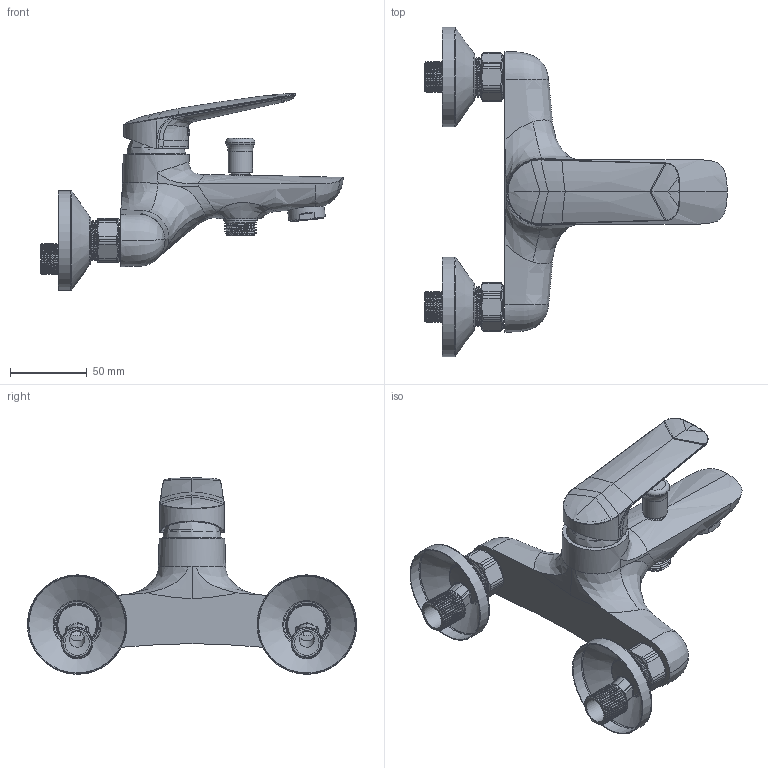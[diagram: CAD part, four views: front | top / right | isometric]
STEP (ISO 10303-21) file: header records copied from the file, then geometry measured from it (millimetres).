
FILE_DESCRIPTION(('HOOPS Exchange Step'),'2;1');
FILE_NAME('temp_export','2024-02-02T12:01:00+01:00',('CiBrutta'),('Shapr3D Limited'),'HOOPS Exchange 2023.2','Shapr3D','Authorized');
FILE_SCHEMA( ('AUTOMOTIVE_DESIGN { 1 0 10303 214 1 1 1 1 }') );
Length unit declared in the file: millimetre
Products named in the file (29): Importato 01; CORPO; CAPPUCCIO; Importato 05; 01; DQ401; 23X19X15X2-5CHUSHUIKOUDIANPIAN; AERATORE; DQ1041; CALOTTE; LEVA; DQ71251-2; DEVIATORE; Importato 26; SGEMAC0001; Importato 28; Importato 29; SRSMAC0003; Importato 31; Importato 32; SGUMAC0005; Importato 34; ROSONI; TAO0021-CR.stp; root
Assembly tree (28 placements, depth 5):
  root
    TAO0021-CR.stp
      CORPO
        Importato 01
      CAPPUCCIO
      AERATORE
        01
          Importato 05
        DQ401
        23X19X15X2-5CHUSHUIKOUDIANPIAN
      CALOTTE
        DQ1041
          DQ1041
      LEVA
      DEVIATORE
        DQ71251-2
      ROSONI
        SGEMAC0001
          Importato 26
        SGEMAC0001
          Importato 28
        SRSMAC0003
          Importato 29
        SRSMAC0003
          Importato 31
        SGUMAC0005
          Importato 32
        SGUMAC0005
          Importato 34
Bounding box: 197.45 x 215 x 128.49 mm (x, y, z)
Volume: 226454 mm3; surface area: 151518.3 mm2
Topology: 16 solids, 17 shells, 4544 faces, 12934 edges, 8559 vertices
Faces by surface type: plane 2741, cylinder 1114, bspline 488, cone 86, torus 65, extrusion 44, sphere 6
Full cylindrical faces by diameter (mm): 1 x2, 3 x1, 4 x1, 7 x1, 9.2 x1, 9.5 x1, 10 x2, 10.2 x1, 11 x1, 11.9 x1, 12 x1, 12.5 x1, 13.8 x1, 14 x1, 14.2 x1, 14.5 x3, 16 x5, 16.8 x5, 17 x1, 18 x1, 18.2 x1, 18.5 x3, 19 x1, 19.8 x1, 20 x1, 20.5 x1, 20.6 x4, 20.8 x1, 21 x5, 21.5 x2
Entity records: 224899 total; most frequent: CARTESIAN_POINT 120320, ORIENTED_EDGE 25824, DIRECTION 15242, EDGE_CURVE 12912, VERTEX_POINT 8557, B_SPLINE_CURVE_WITH_KNOTS 6681, VECTOR 5334, LINE 5290
